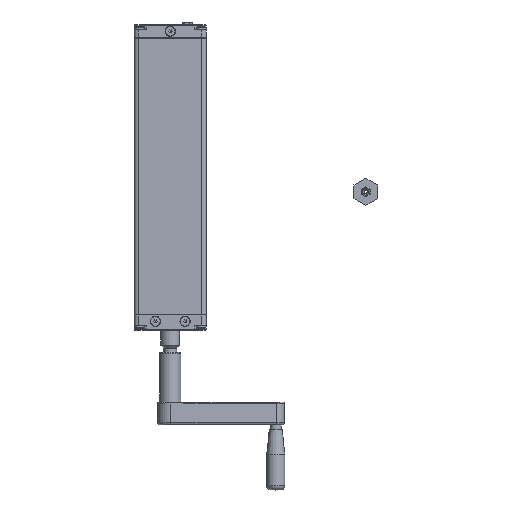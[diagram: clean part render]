
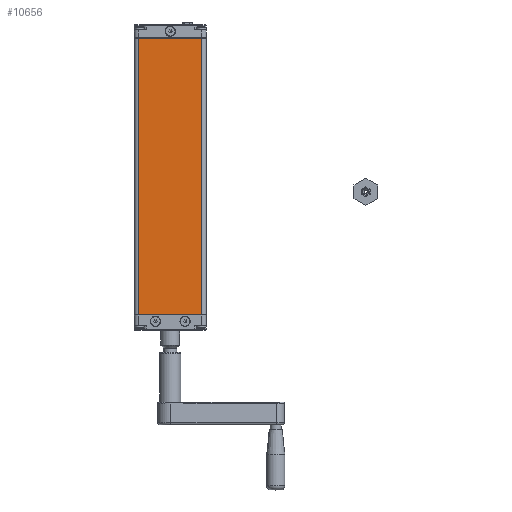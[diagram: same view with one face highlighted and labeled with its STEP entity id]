
A CAD part, top view. The second image highlights one B-rep face of the part: STEP entity #10656.
In plain terms, the highlighted planar face has unit normal (0, 0, 1).
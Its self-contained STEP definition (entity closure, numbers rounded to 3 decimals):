
#1492=FACE_OUTER_BOUND('',#2117,.T.);
#2117=EDGE_LOOP('',(#7024,#7025,#7026,#7027));
#2853=LINE('',#16809,#3609);
#2854=LINE('',#16811,#3610);
#2855=LINE('',#16813,#3611);
#2856=LINE('',#16814,#3612);
#3609=VECTOR('',#13376,327.5);
#3610=VECTOR('',#13377,75.);
#3611=VECTOR('',#13378,327.5);
#3612=VECTOR('',#13379,75.);
#4383=VERTEX_POINT('',#16807);
#4384=VERTEX_POINT('',#16808);
#4385=VERTEX_POINT('',#16810);
#4386=VERTEX_POINT('',#16812);
#5418=EDGE_CURVE('',#4383,#4384,#2853,.F.);
#5419=EDGE_CURVE('',#4385,#4383,#2854,.T.);
#5420=EDGE_CURVE('',#4386,#4385,#2855,.T.);
#5421=EDGE_CURVE('',#4384,#4386,#2856,.F.);
#7024=ORIENTED_EDGE('',*,*,#5418,.F.);
#7025=ORIENTED_EDGE('',*,*,#5419,.F.);
#7026=ORIENTED_EDGE('',*,*,#5420,.F.);
#7027=ORIENTED_EDGE('',*,*,#5421,.F.);
#9895=PLANE('',#11797);
#10656=ADVANCED_FACE('',(#1492),#9895,.T.);
#11797=AXIS2_PLACEMENT_3D('',#16806,#13374,#13375);
#13374=DIRECTION('center_axis',(0.,0.,1.));
#13375=DIRECTION('ref_axis',(1.,0.,0.));
#13376=DIRECTION('',(0.,-1.,0.));
#13377=DIRECTION('',(-1.,0.,0.));
#13378=DIRECTION('',(0.,-1.,0.));
#13379=DIRECTION('',(-1.,0.,0.));
#16806=CARTESIAN_POINT('Origin',(42.5,328.5,17.5));
#16807=CARTESIAN_POINT('',(-37.5,0.5,17.5));
#16808=CARTESIAN_POINT('',(-37.5,328.,17.5));
#16809=CARTESIAN_POINT('',(-37.5,328.,17.5));
#16810=CARTESIAN_POINT('',(37.5,0.5,17.5));
#16811=CARTESIAN_POINT('',(37.5,0.5,17.5));
#16812=CARTESIAN_POINT('',(37.5,328.,17.5));
#16813=CARTESIAN_POINT('',(37.5,328.,17.5));
#16814=CARTESIAN_POINT('',(37.5,328.,17.5));
